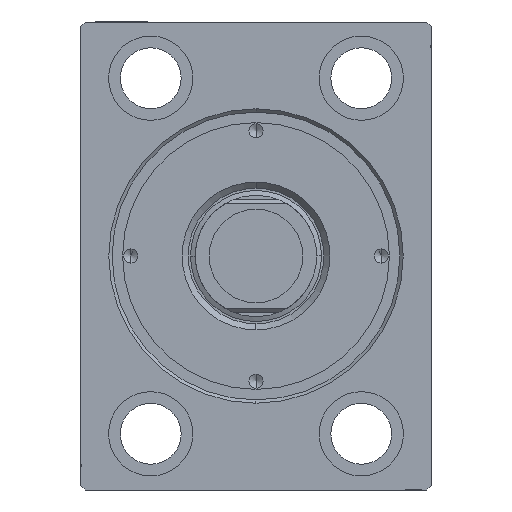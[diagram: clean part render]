
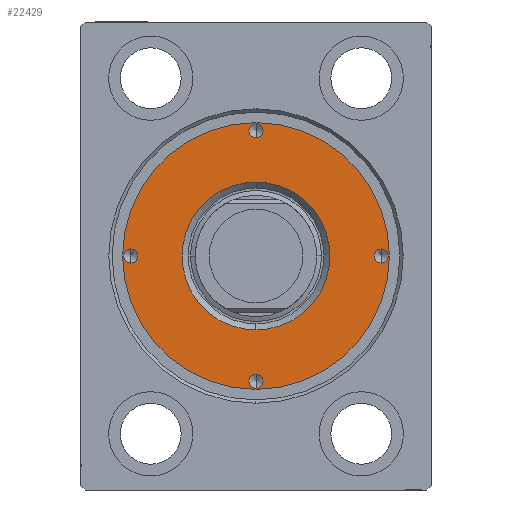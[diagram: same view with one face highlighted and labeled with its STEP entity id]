
A CAD part, left-side view. The second image highlights one B-rep face of the part: STEP entity #22429.
In plain terms, the highlighted face is planar.
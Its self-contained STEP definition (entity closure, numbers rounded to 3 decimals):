
#482 = EDGE_CURVE ( 'NONE', #30612, #32912, #6465, .T. ) ;
#500 = ORIENTED_EDGE ( 'NONE', *, *, #21662, .F. ) ;
#682 = AXIS2_PLACEMENT_3D ( 'NONE', #2783, #36993, #13568 ) ;
#812 = EDGE_CURVE ( 'NONE', #41153, #41770, #38714, .T. ) ;
#1122 = EDGE_CURVE ( 'NONE', #35476, #1313, #9950, .T. ) ;
#1313 = VERTEX_POINT ( 'NONE', #23666 ) ;
#1769 = CIRCLE ( 'NONE', #10397, 28.5 ) ;
#1926 = EDGE_CURVE ( 'NONE', #1313, #35476, #20057, .T. ) ;
#2173 = CARTESIAN_POINT ( 'NONE',  ( 0., -26.75, 11.8 ) ) ;
#2290 = CARTESIAN_POINT ( 'NONE',  ( -28.5, 0., 11.8 ) ) ;
#2783 = CARTESIAN_POINT ( 'NONE',  ( 0., -26.75, 11.8 ) ) ;
#2835 = DIRECTION ( 'NONE',  ( 1., 0., 0. ) ) ;
#3162 = DIRECTION ( 'NONE',  ( 1., 0., 0. ) ) ;
#3777 = DIRECTION ( 'NONE',  ( 0., 0., 1. ) ) ;
#5698 = EDGE_CURVE ( 'NONE', #41770, #41153, #34517, .T. ) ;
#5905 = CARTESIAN_POINT ( 'NONE',  ( 26.75, 0., 11.8 ) ) ;
#6465 = CIRCLE ( 'NONE', #31619, 15.8 ) ;
#6817 = DIRECTION ( 'NONE',  ( 1., 0., 0. ) ) ;
#7475 = CARTESIAN_POINT ( 'NONE',  ( 1.5, 26.75, 11.8 ) ) ;
#7684 = VERTEX_POINT ( 'NONE', #22025 ) ;
#8549 = CARTESIAN_POINT ( 'NONE',  ( 0., 26.75, 11.8 ) ) ;
#8694 = DIRECTION ( 'NONE',  ( 1., 0., 0. ) ) ;
#8922 = DIRECTION ( 'NONE',  ( 0., 0., 1. ) ) ;
#8940 = DIRECTION ( 'NONE',  ( 1., 0., 0. ) ) ;
#9415 = FACE_BOUND ( 'NONE', #10817, .T. ) ;
#9950 = CIRCLE ( 'NONE', #39449, 1.5 ) ;
#10211 = CIRCLE ( 'NONE', #13065, 1.5 ) ;
#10397 = AXIS2_PLACEMENT_3D ( 'NONE', #27286, #41018, #6817 ) ;
#10595 = CARTESIAN_POINT ( 'NONE',  ( 0., 0., 11.8 ) ) ;
#10817 = EDGE_LOOP ( 'NONE', ( #32977, #19373 ) ) ;
#10909 = EDGE_CURVE ( 'NONE', #21760, #7684, #10211, .T. ) ;
#11095 = CIRCLE ( 'NONE', #21892, 28.5 ) ;
#11123 = VERTEX_POINT ( 'NONE', #15447 ) ;
#11843 = AXIS2_PLACEMENT_3D ( 'NONE', #12223, #15378, #12449 ) ;
#12054 = CARTESIAN_POINT ( 'NONE',  ( 0., 0., 11.8 ) ) ;
#12223 = CARTESIAN_POINT ( 'NONE',  ( 26.75, 0., 11.8 ) ) ;
#12406 = EDGE_LOOP ( 'NONE', ( #31962, #35585 ) ) ;
#12407 = VERTEX_POINT ( 'NONE', #2290 ) ;
#12449 = DIRECTION ( 'NONE',  ( 1., 0., 0. ) ) ;
#12970 = VERTEX_POINT ( 'NONE', #34077 ) ;
#13065 = AXIS2_PLACEMENT_3D ( 'NONE', #24248, #3777, #44521 ) ;
#13229 = FACE_BOUND ( 'NONE', #12406, .T. ) ;
#13453 = FACE_BOUND ( 'NONE', #20752, .T. ) ;
#13508 = EDGE_LOOP ( 'NONE', ( #22610, #44120 ) ) ;
#13568 = DIRECTION ( 'NONE',  ( 1., 0., 0. ) ) ;
#14286 = AXIS2_PLACEMENT_3D ( 'NONE', #38432, #17483, #34844 ) ;
#15060 = DIRECTION ( 'NONE',  ( 0., 0., 1. ) ) ;
#15378 = DIRECTION ( 'NONE',  ( 0., 0., 1. ) ) ;
#15447 = CARTESIAN_POINT ( 'NONE',  ( 28.5, 0., 11.8 ) ) ;
#15511 = CARTESIAN_POINT ( 'NONE',  ( -15.8, 0., 11.8 ) ) ;
#15927 = CARTESIAN_POINT ( 'NONE',  ( 15.8, 0., 11.8 ) ) ;
#16820 = DIRECTION ( 'NONE',  ( 1., 0., 0. ) ) ;
#17483 = DIRECTION ( 'NONE',  ( 0., 0., 1. ) ) ;
#18611 = CIRCLE ( 'NONE', #30133, 15.8 ) ;
#19373 = ORIENTED_EDGE ( 'NONE', *, *, #38252, .T. ) ;
#19530 = FACE_BOUND ( 'NONE', #30397, .T. ) ;
#20057 = CIRCLE ( 'NONE', #682, 1.5 ) ;
#20752 = EDGE_LOOP ( 'NONE', ( #39598, #500 ) ) ;
#20834 = AXIS2_PLACEMENT_3D ( 'NONE', #8549, #15060, #42527 ) ;
#21498 = ORIENTED_EDGE ( 'NONE', *, *, #1122, .F. ) ;
#21662 = EDGE_CURVE ( 'NONE', #33752, #12970, #29110, .T. ) ;
#21760 = VERTEX_POINT ( 'NONE', #37202 ) ;
#21814 = CARTESIAN_POINT ( 'NONE',  ( -26.75, 0., 11.8 ) ) ;
#21827 = EDGE_CURVE ( 'NONE', #12407, #11123, #1769, .T. ) ;
#21892 = AXIS2_PLACEMENT_3D ( 'NONE', #12054, #39524, #8694 ) ;
#22025 = CARTESIAN_POINT ( 'NONE',  ( -25.25, 0., 11.8 ) ) ;
#22041 = DIRECTION ( 'NONE',  ( 1., 0., 0. ) ) ;
#22259 = DIRECTION ( 'NONE',  ( 0., 0., 1. ) ) ;
#22331 = EDGE_CURVE ( 'NONE', #7684, #21760, #43495, .T. ) ;
#22429 = ADVANCED_FACE ( 'NONE', ( #37097, #13229, #13453, #19530, #9415, #22916 ), #37538, .T. ) ;
#22610 = ORIENTED_EDGE ( 'NONE', *, *, #21827, .T. ) ;
#22916 = FACE_OUTER_BOUND ( 'NONE', #13508, .T. ) ;
#23209 = DIRECTION ( 'NONE',  ( 1., 0., 0. ) ) ;
#23666 = CARTESIAN_POINT ( 'NONE',  ( -1.5, -26.75, 11.8 ) ) ;
#24248 = CARTESIAN_POINT ( 'NONE',  ( -26.75, 0., 11.8 ) ) ;
#25148 = DIRECTION ( 'NONE',  ( 0., 0., -1. ) ) ;
#26745 = ORIENTED_EDGE ( 'NONE', *, *, #10909, .F. ) ;
#26931 = EDGE_LOOP ( 'NONE', ( #36596, #26745 ) ) ;
#27286 = CARTESIAN_POINT ( 'NONE',  ( 0., 0., 11.8 ) ) ;
#27691 = AXIS2_PLACEMENT_3D ( 'NONE', #33287, #40032, #16820 ) ;
#28318 = CARTESIAN_POINT ( 'NONE',  ( 1.5, -26.75, 11.8 ) ) ;
#29110 = CIRCLE ( 'NONE', #11843, 1.5 ) ;
#29149 = AXIS2_PLACEMENT_3D ( 'NONE', #21814, #22259, #22041 ) ;
#30133 = AXIS2_PLACEMENT_3D ( 'NONE', #10595, #25148, #8940 ) ;
#30397 = EDGE_LOOP ( 'NONE', ( #21498, #34370 ) ) ;
#30612 = VERTEX_POINT ( 'NONE', #15927 ) ;
#31619 = AXIS2_PLACEMENT_3D ( 'NONE', #44118, #37374, #3162 ) ;
#31962 = ORIENTED_EDGE ( 'NONE', *, *, #812, .F. ) ;
#32912 = VERTEX_POINT ( 'NONE', #15511 ) ;
#32977 = ORIENTED_EDGE ( 'NONE', *, *, #482, .T. ) ;
#33287 = CARTESIAN_POINT ( 'NONE',  ( 0., 0., 11.8 ) ) ;
#33752 = VERTEX_POINT ( 'NONE', #38598 ) ;
#34077 = CARTESIAN_POINT ( 'NONE',  ( 28.25, 0., 11.8 ) ) ;
#34370 = ORIENTED_EDGE ( 'NONE', *, *, #1926, .F. ) ;
#34517 = CIRCLE ( 'NONE', #20834, 1.5 ) ;
#34844 = DIRECTION ( 'NONE',  ( 1., 0., 0. ) ) ;
#35476 = VERTEX_POINT ( 'NONE', #28318 ) ;
#35585 = ORIENTED_EDGE ( 'NONE', *, *, #5698, .F. ) ;
#35967 = EDGE_CURVE ( 'NONE', #12970, #33752, #39411, .T. ) ;
#36596 = ORIENTED_EDGE ( 'NONE', *, *, #22331, .F. ) ;
#36993 = DIRECTION ( 'NONE',  ( 0., 0., 1. ) ) ;
#37097 = FACE_BOUND ( 'NONE', #26931, .T. ) ;
#37202 = CARTESIAN_POINT ( 'NONE',  ( -28.25, 0., 11.8 ) ) ;
#37374 = DIRECTION ( 'NONE',  ( 0., 0., -1. ) ) ;
#37538 = PLANE ( 'NONE',  #27691 ) ;
#37703 = CARTESIAN_POINT ( 'NONE',  ( -1.5, 26.75, 11.8 ) ) ;
#38252 = EDGE_CURVE ( 'NONE', #32912, #30612, #18611, .T. ) ;
#38432 = CARTESIAN_POINT ( 'NONE',  ( 0., 26.75, 11.8 ) ) ;
#38598 = CARTESIAN_POINT ( 'NONE',  ( 25.25, 0., 11.8 ) ) ;
#38714 = CIRCLE ( 'NONE', #14286, 1.5 ) ;
#39411 = CIRCLE ( 'NONE', #43712, 1.5 ) ;
#39449 = AXIS2_PLACEMENT_3D ( 'NONE', #2173, #8922, #2835 ) ;
#39524 = DIRECTION ( 'NONE',  ( 0., 0., 1. ) ) ;
#39598 = ORIENTED_EDGE ( 'NONE', *, *, #35967, .F. ) ;
#40032 = DIRECTION ( 'NONE',  ( 0., 0., 1. ) ) ;
#40781 = EDGE_CURVE ( 'NONE', #11123, #12407, #11095, .T. ) ;
#41018 = DIRECTION ( 'NONE',  ( 0., 0., 1. ) ) ;
#41153 = VERTEX_POINT ( 'NONE', #7475 ) ;
#41770 = VERTEX_POINT ( 'NONE', #37703 ) ;
#42527 = DIRECTION ( 'NONE',  ( 1., 0., 0. ) ) ;
#43495 = CIRCLE ( 'NONE', #29149, 1.5 ) ;
#43712 = AXIS2_PLACEMENT_3D ( 'NONE', #5905, #43922, #23209 ) ;
#43922 = DIRECTION ( 'NONE',  ( 0., 0., 1. ) ) ;
#44118 = CARTESIAN_POINT ( 'NONE',  ( 0., 0., 11.8 ) ) ;
#44120 = ORIENTED_EDGE ( 'NONE', *, *, #40781, .T. ) ;
#44521 = DIRECTION ( 'NONE',  ( 1., 0., 0. ) ) ;
